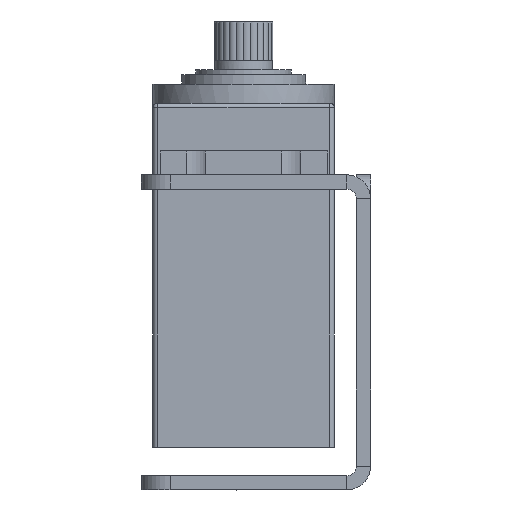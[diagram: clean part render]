
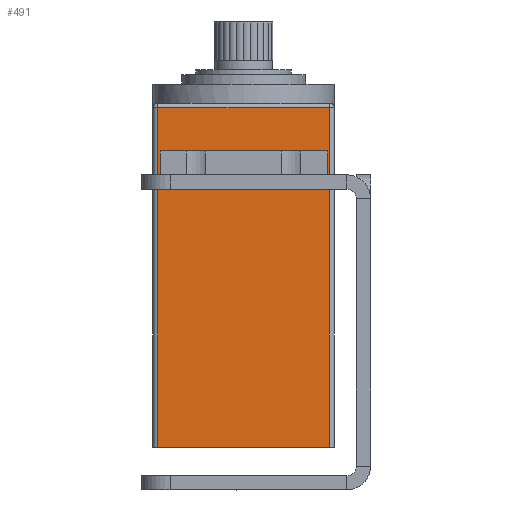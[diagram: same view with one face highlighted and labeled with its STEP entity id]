
A CAD part, left-side view. The second image highlights one B-rep face of the part: STEP entity #491.
In plain terms, the highlighted planar face has unit normal (-1, 0, 0).
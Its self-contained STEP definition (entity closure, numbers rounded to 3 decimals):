
#74 = VECTOR ( 'NONE', #11633, 1000. ) ;
#92 = VERTEX_POINT ( 'NONE', #6790 ) ;
#114 = EDGE_CURVE ( 'NONE', #2605, #92, #5904, .T. ) ;
#491 = ADVANCED_FACE ( 'NONE', ( #634, #3349 ), #5351, .F. ) ;
#634 = FACE_OUTER_BOUND ( 'NONE', #4769, .T. ) ;
#1062 = VERTEX_POINT ( 'NONE', #8711 ) ;
#1569 = ORIENTED_EDGE ( 'NONE', *, *, #5635, .T. ) ;
#1798 = CARTESIAN_POINT ( 'NONE',  ( 9.495, 36.959, 65.96 ) ) ;
#1947 = DIRECTION ( 'NONE',  ( 0., 0., -1. ) ) ;
#2508 = LINE ( 'NONE', #4232, #9881 ) ;
#2560 = LINE ( 'NONE', #9602, #6179 ) ;
#2605 = VERTEX_POINT ( 'NONE', #5015 ) ;
#2607 = EDGE_LOOP ( 'NONE', ( #1569, #9647, #10996, #8529 ) ) ;
#2748 = CARTESIAN_POINT ( 'NONE',  ( 9.495, 18.709, 58.46 ) ) ;
#2771 = LINE ( 'NONE', #2835, #74 ) ;
#2774 = ORIENTED_EDGE ( 'NONE', *, *, #7224, .T. ) ;
#2835 = CARTESIAN_POINT ( 'NONE',  ( 9.495, 27.459, 58.46 ) ) ;
#3275 = EDGE_CURVE ( 'NONE', #92, #6617, #6381, .T. ) ;
#3338 = VERTEX_POINT ( 'NONE', #5385 ) ;
#3349 = FACE_BOUND ( 'NONE', #2607, .T. ) ;
#3707 = ORIENTED_EDGE ( 'NONE', *, *, #3275, .T. ) ;
#3758 = VECTOR ( 'NONE', #8702, 1000. ) ;
#3859 = LINE ( 'NONE', #7760, #10008 ) ;
#3976 = EDGE_CURVE ( 'NONE', #1062, #9179, #8079, .T. ) ;
#4232 = CARTESIAN_POINT ( 'NONE',  ( 9.495, 36.209, 58.46 ) ) ;
#4344 = AXIS2_PLACEMENT_3D ( 'NONE', #1798, #11711, #8933 ) ;
#4676 = CARTESIAN_POINT ( 'NONE',  ( 9.495, 36.209, 60.96 ) ) ;
#4769 = EDGE_LOOP ( 'NONE', ( #6743, #10966, #3707, #2774 ) ) ;
#5015 = CARTESIAN_POINT ( 'NONE',  ( 9.495, 18.459, 65.46 ) ) ;
#5159 = DIRECTION ( 'NONE',  ( 0., 0., 1. ) ) ;
#5183 = EDGE_CURVE ( 'NONE', #9179, #5603, #11493, .T. ) ;
#5351 = PLANE ( 'NONE',  #4344 ) ;
#5385 = CARTESIAN_POINT ( 'NONE',  ( 9.495, 36.209, 58.46 ) ) ;
#5603 = VERTEX_POINT ( 'NONE', #4676 ) ;
#5635 = EDGE_CURVE ( 'NONE', #1062, #3338, #2771, .T. ) ;
#5731 = CARTESIAN_POINT ( 'NONE',  ( 9.495, 18.709, 60.96 ) ) ;
#5797 = CARTESIAN_POINT ( 'NONE',  ( 9.495, 36.459, 29.96 ) ) ;
#5904 = LINE ( 'NONE', #9535, #8482 ) ;
#6150 = DIRECTION ( 'NONE',  ( 0., -1., 0. ) ) ;
#6179 = VECTOR ( 'NONE', #6150, 1000. ) ;
#6338 = DIRECTION ( 'NONE',  ( 0., 0., 1. ) ) ;
#6381 = LINE ( 'NONE', #9141, #9836 ) ;
#6617 = VERTEX_POINT ( 'NONE', #5797 ) ;
#6743 = ORIENTED_EDGE ( 'NONE', *, *, #7414, .T. ) ;
#6790 = CARTESIAN_POINT ( 'NONE',  ( 9.495, 36.459, 65.46 ) ) ;
#6967 = VECTOR ( 'NONE', #6338, 1000. ) ;
#7224 = EDGE_CURVE ( 'NONE', #6617, #7511, #2560, .T. ) ;
#7414 = EDGE_CURVE ( 'NONE', #7511, #2605, #3859, .T. ) ;
#7511 = VERTEX_POINT ( 'NONE', #10308 ) ;
#7760 = CARTESIAN_POINT ( 'NONE',  ( 9.495, 18.459, 65.96 ) ) ;
#8079 = LINE ( 'NONE', #2748, #6967 ) ;
#8482 = VECTOR ( 'NONE', #10200, 1000. ) ;
#8529 = ORIENTED_EDGE ( 'NONE', *, *, #3976, .F. ) ;
#8702 = DIRECTION ( 'NONE',  ( 0., 1., 0. ) ) ;
#8711 = CARTESIAN_POINT ( 'NONE',  ( 9.495, 18.709, 58.46 ) ) ;
#8769 = DIRECTION ( 'NONE',  ( 0., 0., 1. ) ) ;
#8933 = DIRECTION ( 'NONE',  ( 0., 1., 0. ) ) ;
#9141 = CARTESIAN_POINT ( 'NONE',  ( 9.495, 36.459, 65.96 ) ) ;
#9179 = VERTEX_POINT ( 'NONE', #5731 ) ;
#9535 = CARTESIAN_POINT ( 'NONE',  ( 9.495, 36.459, 65.46 ) ) ;
#9602 = CARTESIAN_POINT ( 'NONE',  ( 9.495, 36.959, 29.96 ) ) ;
#9647 = ORIENTED_EDGE ( 'NONE', *, *, #9714, .T. ) ;
#9714 = EDGE_CURVE ( 'NONE', #3338, #5603, #2508, .T. ) ;
#9836 = VECTOR ( 'NONE', #1947, 1000. ) ;
#9881 = VECTOR ( 'NONE', #5159, 1000. ) ;
#10008 = VECTOR ( 'NONE', #8769, 1000. ) ;
#10200 = DIRECTION ( 'NONE',  ( 0., 1., 0. ) ) ;
#10308 = CARTESIAN_POINT ( 'NONE',  ( 9.495, 18.459, 29.96 ) ) ;
#10966 = ORIENTED_EDGE ( 'NONE', *, *, #114, .T. ) ;
#10996 = ORIENTED_EDGE ( 'NONE', *, *, #5183, .F. ) ;
#11313 = CARTESIAN_POINT ( 'NONE',  ( 9.495, 27.459, 60.96 ) ) ;
#11493 = LINE ( 'NONE', #11313, #3758 ) ;
#11633 = DIRECTION ( 'NONE',  ( 0., 1., 0. ) ) ;
#11711 = DIRECTION ( 'NONE',  ( 1., 0., 0. ) ) ;
